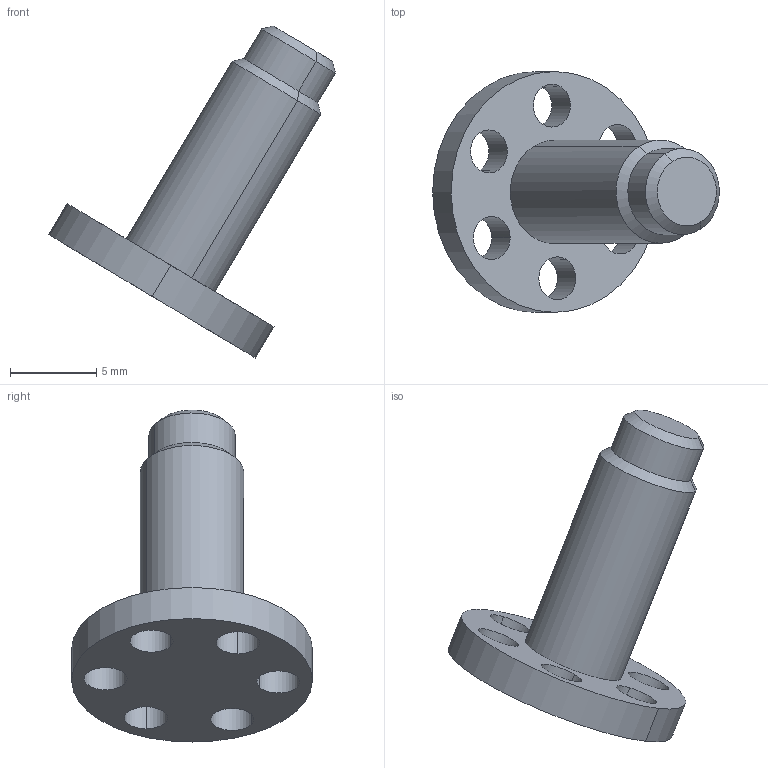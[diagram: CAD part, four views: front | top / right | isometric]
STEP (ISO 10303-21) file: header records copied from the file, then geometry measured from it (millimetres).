
FILE_DESCRIPTION(('CATIA V5 STEP Exchange','CAx-IF Rec.Pracs.--- Model Styling and Organization---1.4--- 2014-01-23','CAx-IF Rec.Pracs.---3D Tessellated Data Validation Properties---0.5---2014-09-14'),'2;1');
FILE_NAME('Stud - Cylinder.stp','2022-12-07T15:48:24+00:00',('none'),('none'),'CATIA Version 5-6 Release 2019','3DEXPERIENCE Platform STEP AP242 v1','none');
FILE_SCHEMA(('AP242_MANAGED_MODEL_BASED_3D_ENGINEERING_MIM_LF {1 0 10303 442 1 1 4}'));
Length unit declared in the file: millimetre
Products named in the file (1): Busbar_goujons
Bounding box: 16.66 x 14 x 19.3 mm (x, y, z)
Volume: 659.9 mm3; surface area: 704.4 mm2
Topology: 1 solids, 1 shells, 25 faces, 60 edges, 38 vertices
Faces by surface type: cylinder 18, cone 4, plane 3
Entity records: 696 total; most frequent: ORIENTED_EDGE 120, CARTESIAN_POINT 113, DIRECTION 88, EDGE_CURVE 60, AXIS2_PLACEMENT_3D 53, CIRCLE 38, EDGE_LOOP 38, VERTEX_POINT 38
